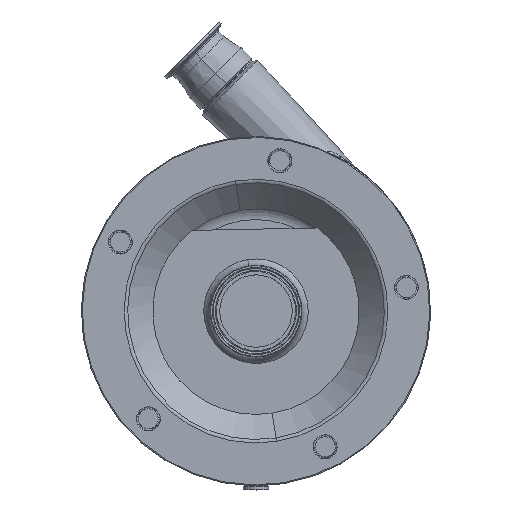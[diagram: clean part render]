
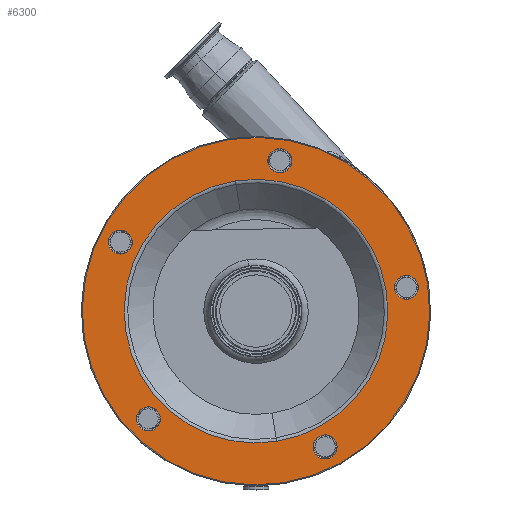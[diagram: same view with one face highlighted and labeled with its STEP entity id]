
A CAD part, top view. The second image highlights one B-rep face of the part: STEP entity #6300.
In plain terms, the highlighted planar face has unit normal (0, 0, 1).
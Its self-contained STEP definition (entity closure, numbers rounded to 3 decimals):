
#283 = CIRCLE ( 'NONE', #12296, 174. ) ;
#307 = EDGE_CURVE ( 'NONE', #1542, #3262, #8629, .T. ) ;
#308 = DIRECTION ( 'NONE',  ( 0.156, -0.988, 0. ) ) ;
#339 = DIRECTION ( 'NONE',  ( 0.156, -0.988, 0. ) ) ;
#619 = CARTESIAN_POINT ( 'NONE',  ( 0., 0., 96.5 ) ) ;
#643 = VERTEX_POINT ( 'NONE', #6673 ) ;
#767 = FACE_BOUND ( 'NONE', #13454, .T. ) ;
#901 = EDGE_LOOP ( 'NONE', ( #3937, #15542 ) ) ;
#941 = DIRECTION ( 'NONE',  ( 0., 0., -1. ) ) ;
#1018 = DIRECTION ( 'NONE',  ( 0.156, -0.988, 0. ) ) ;
#1148 = EDGE_LOOP ( 'NONE', ( #2928, #10728 ) ) ;
#1149 = ORIENTED_EDGE ( 'NONE', *, *, #2668, .T. ) ;
#1230 = VERTEX_POINT ( 'NONE', #6408 ) ;
#1519 = DIRECTION ( 'NONE',  ( 0.156, -0.988, 0. ) ) ;
#1542 = VERTEX_POINT ( 'NONE', #6629 ) ;
#1789 = DIRECTION ( 'NONE',  ( 0., 0., -1. ) ) ;
#1820 = CARTESIAN_POINT ( 'NONE',  ( 150.622, 23.856, 96.5 ) ) ;
#1855 = CARTESIAN_POINT ( 'NONE',  ( -134.001, 57.381, 96.5 ) ) ;
#2059 = ORIENTED_EDGE ( 'NONE', *, *, #3397, .T. ) ;
#2073 = VERTEX_POINT ( 'NONE', #8659 ) ;
#2243 = FACE_BOUND ( 'NONE', #11138, .T. ) ;
#2314 = AXIS2_PLACEMENT_3D ( 'NONE', #16254, #8163, #1519 ) ;
#2331 = FACE_OUTER_BOUND ( 'NONE', #5593, .T. ) ;
#2376 = CARTESIAN_POINT ( 'NONE',  ( 23.856, 150.622, 96.5 ) ) ;
#2452 = AXIS2_PLACEMENT_3D ( 'NONE', #8257, #13811, #6951 ) ;
#2531 = CARTESIAN_POINT ( 'NONE',  ( -27.22, 171.858, 96.5 ) ) ;
#2597 = CIRCLE ( 'NONE', #8454, 12. ) ;
#2668 = EDGE_CURVE ( 'NONE', #2740, #1230, #7745, .T. ) ;
#2740 = VERTEX_POINT ( 'NONE', #8794 ) ;
#2928 = ORIENTED_EDGE ( 'NONE', *, *, #307, .T. ) ;
#3086 = ORIENTED_EDGE ( 'NONE', *, *, #15286, .T. ) ;
#3262 = VERTEX_POINT ( 'NONE', #17269 ) ;
#3269 = CARTESIAN_POINT ( 'NONE',  ( 27.22, -171.858, 96.5 ) ) ;
#3397 = EDGE_CURVE ( 'NONE', #1230, #2740, #13745, .T. ) ;
#3420 = CIRCLE ( 'NONE', #4814, 12. ) ;
#3428 = DIRECTION ( 'NONE',  ( 0.156, -0.988, 0. ) ) ;
#3479 = FACE_BOUND ( 'NONE', #901, .T. ) ;
#3517 = DIRECTION ( 'NONE',  ( 0.156, -0.988, 0. ) ) ;
#3684 = VERTEX_POINT ( 'NONE', #12175 ) ;
#3783 = ORIENTED_EDGE ( 'NONE', *, *, #4258, .T. ) ;
#3937 = ORIENTED_EDGE ( 'NONE', *, *, #8207, .T. ) ;
#4052 = DIRECTION ( 'NONE',  ( 0., 0., -1. ) ) ;
#4138 = DIRECTION ( 'NONE',  ( 0.156, -0.988, 0. ) ) ;
#4258 = EDGE_CURVE ( 'NONE', #4640, #643, #7870, .T. ) ;
#4279 = DIRECTION ( 'NONE',  ( 0., 0., -1. ) ) ;
#4456 = EDGE_CURVE ( 'NONE', #4684, #13161, #12940, .T. ) ;
#4640 = VERTEX_POINT ( 'NONE', #14551 ) ;
#4684 = VERTEX_POINT ( 'NONE', #2531 ) ;
#4814 = AXIS2_PLACEMENT_3D ( 'NONE', #10446, #16889, #17145 ) ;
#4963 = AXIS2_PLACEMENT_3D ( 'NONE', #15812, #4052, #4138 ) ;
#5051 = PLANE ( 'NONE',  #6015 ) ;
#5593 = EDGE_LOOP ( 'NONE', ( #5703, #7993 ) ) ;
#5635 = CARTESIAN_POINT ( 'NONE',  ( 69.234, -135.878, 96.5 ) ) ;
#5703 = ORIENTED_EDGE ( 'NONE', *, *, #15633, .F. ) ;
#5868 = AXIS2_PLACEMENT_3D ( 'NONE', #2376, #7701, #11900 ) ;
#5903 = VERTEX_POINT ( 'NONE', #14272 ) ;
#6015 = AXIS2_PLACEMENT_3D ( 'NONE', #13008, #7570, #11597 ) ;
#6035 = DIRECTION ( 'NONE',  ( 0., 0., -1. ) ) ;
#6300 = ADVANCED_FACE ( 'NONE', ( #767, #3479, #17064, #2243, #16804, #2331, #7652 ), #5051, .F. ) ;
#6408 = CARTESIAN_POINT ( 'NONE',  ( 67.356, -124.026, 96.5 ) ) ;
#6593 = CARTESIAN_POINT ( 'NONE',  ( -137.756, 81.086, 96.5 ) ) ;
#6629 = CARTESIAN_POINT ( 'NONE',  ( 148.745, 35.709, 96.5 ) ) ;
#6673 = CARTESIAN_POINT ( 'NONE',  ( 20.66, -130.445, 96.5 ) ) ;
#6951 = DIRECTION ( 'NONE',  ( 0.156, -0.988, 0. ) ) ;
#7205 = CIRCLE ( 'NONE', #15359, 12. ) ;
#7570 = DIRECTION ( 'NONE',  ( 0., 0., -1. ) ) ;
#7652 = FACE_BOUND ( 'NONE', #9121, .T. ) ;
#7680 = VERTEX_POINT ( 'NONE', #14481 ) ;
#7701 = DIRECTION ( 'NONE',  ( 0., 0., -1. ) ) ;
#7745 = CIRCLE ( 'NONE', #2452, 12. ) ;
#7835 = AXIS2_PLACEMENT_3D ( 'NONE', #619, #13647, #12326 ) ;
#7870 = CIRCLE ( 'NONE', #16879, 132.071 ) ;
#7993 = ORIENTED_EDGE ( 'NONE', *, *, #4456, .F. ) ;
#8140 = CARTESIAN_POINT ( 'NONE',  ( 150.622, 23.856, 96.5 ) ) ;
#8163 = DIRECTION ( 'NONE',  ( 0., 0., -1. ) ) ;
#8207 = EDGE_CURVE ( 'NONE', #12074, #13122, #12503, .T. ) ;
#8257 = CARTESIAN_POINT ( 'NONE',  ( 69.234, -135.878, 96.5 ) ) ;
#8325 = EDGE_CURVE ( 'NONE', #5903, #3684, #11115, .T. ) ;
#8454 = AXIS2_PLACEMENT_3D ( 'NONE', #14204, #17016, #3517 ) ;
#8629 = CIRCLE ( 'NONE', #15087, 12. ) ;
#8659 = CARTESIAN_POINT ( 'NONE',  ( -109.711, -95.982, 96.5 ) ) ;
#8794 = CARTESIAN_POINT ( 'NONE',  ( 71.111, -147.731, 96.5 ) ) ;
#9121 = EDGE_LOOP ( 'NONE', ( #12801, #3783 ) ) ;
#9491 = EDGE_CURVE ( 'NONE', #3262, #1542, #7205, .T. ) ;
#9499 = CIRCLE ( 'NONE', #16813, 12. ) ;
#10105 = ORIENTED_EDGE ( 'NONE', *, *, #11853, .T. ) ;
#10146 = DIRECTION ( 'NONE',  ( 0., 0., -1. ) ) ;
#10186 = EDGE_CURVE ( 'NONE', #643, #4640, #16555, .T. ) ;
#10446 = CARTESIAN_POINT ( 'NONE',  ( -107.834, -107.834, 96.5 ) ) ;
#10728 = ORIENTED_EDGE ( 'NONE', *, *, #9491, .T. ) ;
#10921 = CARTESIAN_POINT ( 'NONE',  ( 0., 0., 96.5 ) ) ;
#11115 = CIRCLE ( 'NONE', #15337, 12. ) ;
#11138 = EDGE_LOOP ( 'NONE', ( #2059, #1149 ) ) ;
#11223 = EDGE_CURVE ( 'NONE', #2073, #7680, #3420, .T. ) ;
#11303 = CARTESIAN_POINT ( 'NONE',  ( 23.856, 150.622, 96.5 ) ) ;
#11450 = DIRECTION ( 'NONE',  ( 0.156, -0.988, 0. ) ) ;
#11597 = DIRECTION ( 'NONE',  ( 0.156, -0.988, 0. ) ) ;
#11853 = EDGE_CURVE ( 'NONE', #7680, #2073, #2597, .T. ) ;
#11894 = ORIENTED_EDGE ( 'NONE', *, *, #8325, .T. ) ;
#11900 = DIRECTION ( 'NONE',  ( 0.156, -0.988, 0. ) ) ;
#12074 = VERTEX_POINT ( 'NONE', #6593 ) ;
#12175 = CARTESIAN_POINT ( 'NONE',  ( 25.733, 138.77, 96.5 ) ) ;
#12296 = AXIS2_PLACEMENT_3D ( 'NONE', #10921, #4279, #339 ) ;
#12326 = DIRECTION ( 'NONE',  ( 0.156, -0.988, 0. ) ) ;
#12503 = CIRCLE ( 'NONE', #4963, 12. ) ;
#12801 = ORIENTED_EDGE ( 'NONE', *, *, #10186, .T. ) ;
#12894 = EDGE_LOOP ( 'NONE', ( #15415, #10105 ) ) ;
#12940 = CIRCLE ( 'NONE', #2314, 174. ) ;
#13008 = CARTESIAN_POINT ( 'NONE',  ( -27.22, 171.858, 96.5 ) ) ;
#13122 = VERTEX_POINT ( 'NONE', #1855 ) ;
#13143 = CIRCLE ( 'NONE', #5868, 12. ) ;
#13161 = VERTEX_POINT ( 'NONE', #3269 ) ;
#13454 = EDGE_LOOP ( 'NONE', ( #11894, #3086 ) ) ;
#13647 = DIRECTION ( 'NONE',  ( 0., 0., -1. ) ) ;
#13745 = CIRCLE ( 'NONE', #15174, 12. ) ;
#13811 = DIRECTION ( 'NONE',  ( 0., 0., -1. ) ) ;
#14033 = DIRECTION ( 'NONE',  ( 0.156, -0.988, 0. ) ) ;
#14204 = CARTESIAN_POINT ( 'NONE',  ( -107.834, -107.834, 96.5 ) ) ;
#14272 = CARTESIAN_POINT ( 'NONE',  ( 21.979, 162.475, 96.5 ) ) ;
#14481 = CARTESIAN_POINT ( 'NONE',  ( -105.957, -119.686, 96.5 ) ) ;
#14551 = CARTESIAN_POINT ( 'NONE',  ( -20.66, 130.445, 96.5 ) ) ;
#14838 = DIRECTION ( 'NONE',  ( 0., 0., -1. ) ) ;
#14924 = DIRECTION ( 'NONE',  ( 0.156, -0.988, 0. ) ) ;
#15087 = AXIS2_PLACEMENT_3D ( 'NONE', #1820, #15248, #11450 ) ;
#15174 = AXIS2_PLACEMENT_3D ( 'NONE', #5635, #1789, #308 ) ;
#15248 = DIRECTION ( 'NONE',  ( 0., 0., -1. ) ) ;
#15260 = CARTESIAN_POINT ( 'NONE',  ( -135.878, 69.234, 96.5 ) ) ;
#15286 = EDGE_CURVE ( 'NONE', #3684, #5903, #13143, .T. ) ;
#15337 = AXIS2_PLACEMENT_3D ( 'NONE', #11303, #10146, #14033 ) ;
#15359 = AXIS2_PLACEMENT_3D ( 'NONE', #8140, #14838, #14924 ) ;
#15415 = ORIENTED_EDGE ( 'NONE', *, *, #11223, .T. ) ;
#15542 = ORIENTED_EDGE ( 'NONE', *, *, #16076, .T. ) ;
#15633 = EDGE_CURVE ( 'NONE', #13161, #4684, #283, .T. ) ;
#15812 = CARTESIAN_POINT ( 'NONE',  ( -135.878, 69.234, 96.5 ) ) ;
#16076 = EDGE_CURVE ( 'NONE', #13122, #12074, #9499, .T. ) ;
#16254 = CARTESIAN_POINT ( 'NONE',  ( 0., 0., 96.5 ) ) ;
#16555 = CIRCLE ( 'NONE', #7835, 132.071 ) ;
#16804 = FACE_BOUND ( 'NONE', #1148, .T. ) ;
#16813 = AXIS2_PLACEMENT_3D ( 'NONE', #15260, #6035, #3428 ) ;
#16879 = AXIS2_PLACEMENT_3D ( 'NONE', #17066, #941, #1018 ) ;
#16889 = DIRECTION ( 'NONE',  ( 0., 0., -1. ) ) ;
#17016 = DIRECTION ( 'NONE',  ( 0., 0., -1. ) ) ;
#17064 = FACE_BOUND ( 'NONE', #12894, .T. ) ;
#17066 = CARTESIAN_POINT ( 'NONE',  ( 0., 0., 96.5 ) ) ;
#17145 = DIRECTION ( 'NONE',  ( 0.156, -0.988, 0. ) ) ;
#17269 = CARTESIAN_POINT ( 'NONE',  ( 152.5, 12.004, 96.5 ) ) ;
